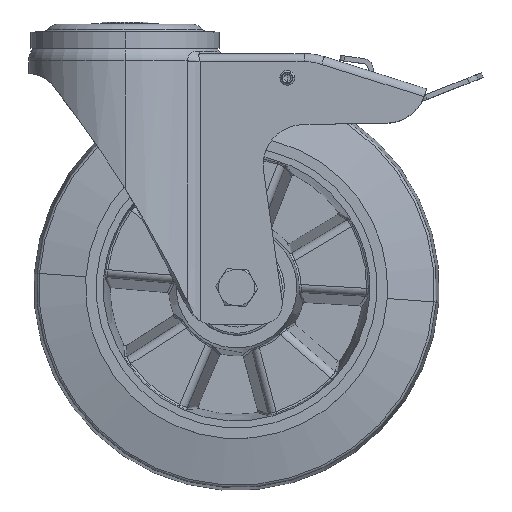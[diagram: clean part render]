
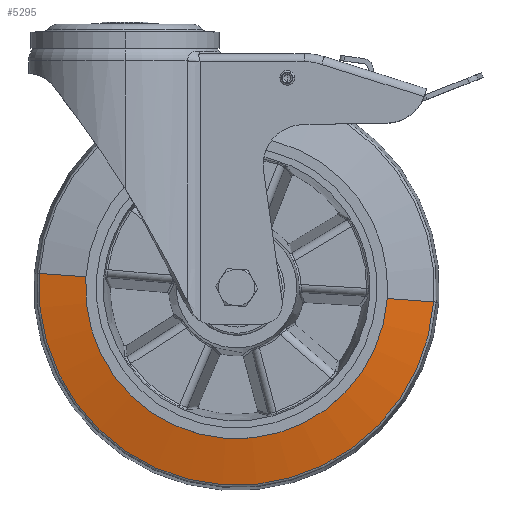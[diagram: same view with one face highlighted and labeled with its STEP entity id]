
A CAD part, top view. The second image highlights one B-rep face of the part: STEP entity #5295.
In plain terms, the highlighted conical face has half-angle 77.093 degrees and reference radius 98.5 mm.
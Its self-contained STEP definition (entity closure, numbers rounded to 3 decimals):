
#1245 = AXIS2_PLACEMENT_3D ( 'NONE', #2203, #18605, #29649 ) ;
#2203 = CARTESIAN_POINT ( 'NONE',  ( 55., -131., 16.5 ) ) ;
#5295 = ADVANCED_FACE ( 'NONE', ( #24006 ), #16787, .T. ) ;
#5937 = DIRECTION ( 'NONE',  ( 0.997, -0.072, 0. ) ) ;
#6068 = CARTESIAN_POINT ( 'NONE',  ( 129.307, -136.365, 22. ) ) ;
#6584 = CARTESIAN_POINT ( 'NONE',  ( -42.187, -123.983, 16.743 ) ) ;
#7234 = EDGE_CURVE ( 'NONE', #10621, #34510, #23479, .T. ) ;
#7974 = AXIS2_PLACEMENT_3D ( 'NONE', #35021, #13135, #12782 ) ;
#8204 = CARTESIAN_POINT ( 'NONE',  ( 153.244, -138.093, 16.5 ) ) ;
#8448 = DIRECTION ( 'NONE',  ( 0., 0., 1. ) ) ;
#10621 = VERTEX_POINT ( 'NONE', #29255 ) ;
#10926 = CIRCLE ( 'NONE', #15505, 97.44 ) ;
#12707 = CARTESIAN_POINT ( 'NONE',  ( -43.244, -123.907, 16.5 ) ) ;
#12782 = DIRECTION ( 'NONE',  ( 0.997, -0.072, 0. ) ) ;
#13135 = DIRECTION ( 'NONE',  ( 0., 0., 1. ) ) ;
#13768 = EDGE_LOOP ( 'NONE', ( #30695, #28261, #15063, #19897 ) ) ;
#15063 = ORIENTED_EDGE ( 'NONE', *, *, #26378, .T. ) ;
#15505 = AXIS2_PLACEMENT_3D ( 'NONE', #30457, #8448, #5937 ) ;
#16099 = DIRECTION ( 'NONE',  ( 0.972, -0.07, -0.223 ) ) ;
#16787 = CONICAL_SURFACE ( 'NONE', #1245, 98.5, 1.346 ) ;
#18547 = EDGE_CURVE ( 'NONE', #34510, #32779, #18644, .T. ) ;
#18605 = DIRECTION ( 'NONE',  ( 0., 0., -1. ) ) ;
#18644 = LINE ( 'NONE', #8204, #35253 ) ;
#19897 = ORIENTED_EDGE ( 'NONE', *, *, #20615, .T. ) ;
#20615 = EDGE_CURVE ( 'NONE', #21131, #32779, #10926, .T. ) ;
#21131 = VERTEX_POINT ( 'NONE', #6584 ) ;
#23479 = CIRCLE ( 'NONE', #7974, 74.5 ) ;
#24006 = FACE_OUTER_BOUND ( 'NONE', #13768, .T. ) ;
#26378 = EDGE_CURVE ( 'NONE', #10621, #21131, #29318, .T. ) ;
#28261 = ORIENTED_EDGE ( 'NONE', *, *, #7234, .F. ) ;
#28959 = DIRECTION ( 'NONE',  ( -0.972, 0.07, -0.223 ) ) ;
#29255 = CARTESIAN_POINT ( 'NONE',  ( -19.307, -125.635, 22. ) ) ;
#29318 = LINE ( 'NONE', #12707, #34294 ) ;
#29649 = DIRECTION ( 'NONE',  ( -0.997, 0.072, 0. ) ) ;
#30457 = CARTESIAN_POINT ( 'NONE',  ( 55., -131., 16.743 ) ) ;
#30695 = ORIENTED_EDGE ( 'NONE', *, *, #18547, .F. ) ;
#31835 = CARTESIAN_POINT ( 'NONE',  ( 152.187, -138.017, 16.743 ) ) ;
#32779 = VERTEX_POINT ( 'NONE', #31835 ) ;
#34294 = VECTOR ( 'NONE', #28959, 1000. ) ;
#34510 = VERTEX_POINT ( 'NONE', #6068 ) ;
#35021 = CARTESIAN_POINT ( 'NONE',  ( 55., -131., 22. ) ) ;
#35253 = VECTOR ( 'NONE', #16099, 1000. ) ;
